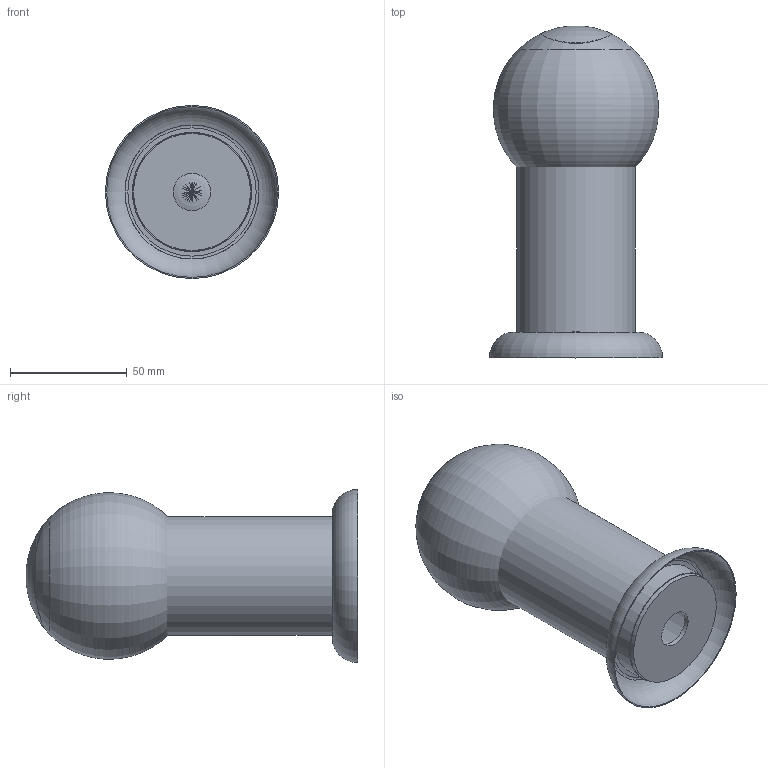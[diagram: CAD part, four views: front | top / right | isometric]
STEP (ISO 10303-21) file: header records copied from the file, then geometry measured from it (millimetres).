
FILE_DESCRIPTION(('STEP AP214'), '1');
FILE_NAME('KPSÎ101', '2014-12-17T12:59:25', ('UNSPECIFIED'), ('UNSPECIFIED'), 'ASCON STEP Converter 1.3', 'ASCON Math Kernel', '');
FILE_SCHEMA(('AUTOMOTIVE_DESIGN { 1 0 10303 214 3 1 1}'));
Length unit declared in the file: millimetre
Products named in the file (7): KPSÎ101; àðò. KRT501; àðò. KRT307
Assembly tree (7 placements, depth 2):
  KPSÎ101
    (unnamed)  x2
    (unnamed)
    (unnamed)
    àðò. KRT501
    àðò. KRT307
    (unnamed)
Bounding box: 74 x 141.83 x 74 mm (x, y, z)
Volume: 52067 mm3; surface area: 135383.1 mm2
Topology: 7 solids, 7 shells, 47 faces, 87 edges, 55 vertices
Faces by surface type: cylinder 16, plane 13, torus 13, bspline 4, cone 1
Full cylindrical faces by diameter (mm): 5 x1, 6 x2, 16 x2, 44.8 x1, 47.8 x2, 50 x2, 50.8 x1, 51 x1, 53.5 x1, 55.5 x1
Entity records: 4600 total; most frequent: CARTESIAN_POINT 2961, DIRECTION 180, ORIENTED_EDGE 108, AXIS2_PLACEMENT_3D 90, EDGE_LOOP 84, COLOUR_RGB 57, PRESENTATION_STYLE_ASSIGNMENT 57, EDGE_CURVE 54
